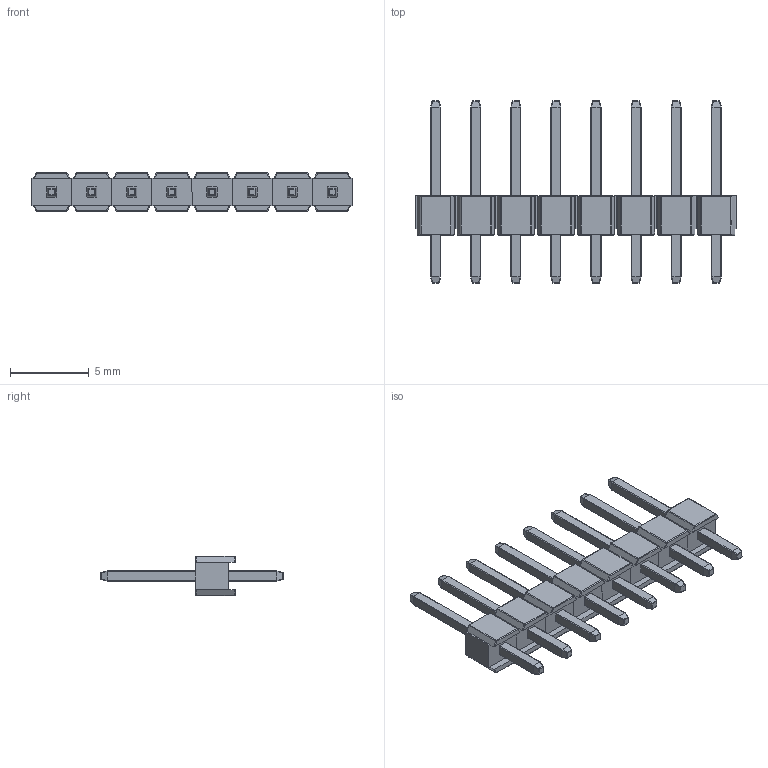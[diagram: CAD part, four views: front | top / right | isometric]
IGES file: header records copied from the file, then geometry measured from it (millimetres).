
Start section: SolidWorks IGES file using analytic representation for surfaces
Global section: file name: PH1-08-UA.IGS; native system: SolidWorks 2014; preprocessor: SolidWorks 2014; author: keith_wheeler; date: 190415.113117; units: millimetre
Bounding box: 20.33 x 11.55 x 2.5 mm (x, y, z)
Surface area: 558.3 mm2 (no closed solid volume)
Topology: 0 solids, 0 shells, 848 faces, 4480 edges, 4480 vertices
Faces by surface type: revolution 448, bspline 400
